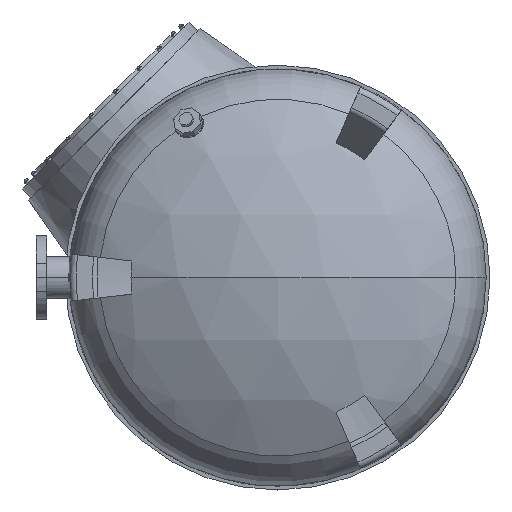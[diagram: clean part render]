
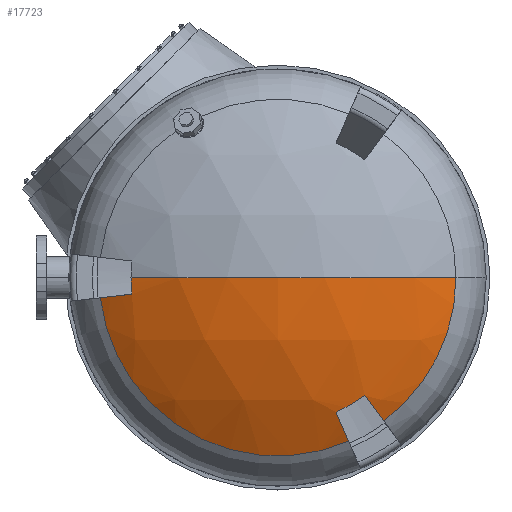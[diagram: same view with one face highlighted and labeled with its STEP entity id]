
A CAD part, front view. The second image highlights one B-rep face of the part: STEP entity #17723.
In plain terms, the highlighted spherical face has radius 800 mm.
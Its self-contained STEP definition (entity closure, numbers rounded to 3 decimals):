
#151 = VERTEX_POINT ( 'NONE', #22492 ) ;
#179 = CARTESIAN_POINT ( 'NONE',  ( 13280.008, 1494.315, 0. ) ) ;
#1011 = VERTEX_POINT ( 'NONE', #16388 ) ;
#1418 = CARTESIAN_POINT ( 'NONE',  ( 13280.008, 1494.315, 0. ) ) ;
#1450 = CARTESIAN_POINT ( 'NONE',  ( 13280.008, 817.542, 0. ) ) ;
#2326 = DIRECTION ( 'NONE',  ( 1., 0., 0. ) ) ;
#2328 = VERTEX_POINT ( 'NONE', #5886 ) ;
#2403 = CIRCLE ( 'NONE', #15249, 426.59 ) ;
#2508 = CARTESIAN_POINT ( 'NONE',  ( 13280.008, 1494.315, 0. ) ) ;
#2595 = EDGE_LOOP ( 'NONE', ( #15435, #26324, #19992, #11973, #16051, #5120, #16744, #19098, #10416 ) ) ;
#2632 = DIRECTION ( 'NONE',  ( 0., -1., 0. ) ) ;
#3067 = DIRECTION ( 'NONE',  ( -0.113, 0., 0.994 ) ) ;
#3155 = CARTESIAN_POINT ( 'NONE',  ( 13280.008, 1494.315, 0. ) ) ;
#3589 = AXIS2_PLACEMENT_3D ( 'NONE', #5403, #15758, #23767 ) ;
#4097 = CARTESIAN_POINT ( 'NONE',  ( 13533.753, 817.542, -342.917 ) ) ;
#5003 = CARTESIAN_POINT ( 'NONE',  ( 13280.008, 694.315, 0. ) ) ;
#5068 = EDGE_CURVE ( 'NONE', #22967, #15508, #25956, .T. ) ;
#5120 = ORIENTED_EDGE ( 'NONE', *, *, #13317, .T. ) ;
#5403 = CARTESIAN_POINT ( 'NONE',  ( 13280.008, 817.542, 0. ) ) ;
#5886 = CARTESIAN_POINT ( 'NONE',  ( 13450.11, 817.542, -391.209 ) ) ;
#6144 = CARTESIAN_POINT ( 'NONE',  ( 13280.008, 775.205, 0. ) ) ;
#6232 = EDGE_CURVE ( 'NONE', #2328, #151, #22361, .T. ) ;
#7246 = AXIS2_PLACEMENT_3D ( 'NONE', #6144, #18217, #20147 ) ;
#7468 = DIRECTION ( 'NONE',  ( -1., 0., 0. ) ) ;
#8844 = AXIS2_PLACEMENT_3D ( 'NONE', #1418, #19523, #7468 ) ;
#9064 = DIRECTION ( 'NONE',  ( -0.399, 0., 0.917 ) ) ;
#9080 = CARTESIAN_POINT ( 'NONE',  ( 12856.16, 817.542, -48.291 ) ) ;
#9597 = AXIS2_PLACEMENT_3D ( 'NONE', #13046, #2632, #24990 ) ;
#10415 = CARTESIAN_POINT ( 'NONE',  ( 13706.598, 817.542, 0. ) ) ;
#10416 = ORIENTED_EDGE ( 'NONE', *, *, #20456, .F. ) ;
#11973 = ORIENTED_EDGE ( 'NONE', *, *, #23959, .T. ) ;
#12824 = EDGE_CURVE ( 'NONE', #24885, #22967, #2403, .T. ) ;
#13046 = CARTESIAN_POINT ( 'NONE',  ( 13280.008, 775.205, 0. ) ) ;
#13105 = AXIS2_PLACEMENT_3D ( 'NONE', #23307, #21455, #14047 ) ;
#13119 = FACE_OUTER_BOUND ( 'NONE', #2595, .T. ) ;
#13317 = EDGE_CURVE ( 'NONE', #19036, #2328, #16072, .T. ) ;
#13672 = DIRECTION ( 'NONE',  ( 0., -1., 0. ) ) ;
#14047 = DIRECTION ( 'NONE',  ( -1., 0., 0. ) ) ;
#14543 = DIRECTION ( 'NONE',  ( 0., 0., 1. ) ) ;
#15249 = AXIS2_PLACEMENT_3D ( 'NONE', #1450, #13672, #23903 ) ;
#15367 = CIRCLE ( 'NONE', #18698, 800. ) ;
#15435 = ORIENTED_EDGE ( 'NONE', *, *, #12824, .T. ) ;
#15508 = VERTEX_POINT ( 'NONE', #5003 ) ;
#15748 = EDGE_CURVE ( 'NONE', #19286, #15508, #23918, .T. ) ;
#15758 = DIRECTION ( 'NONE',  ( 0., -1., 0. ) ) ;
#16051 = ORIENTED_EDGE ( 'NONE', *, *, #20020, .F. ) ;
#16072 = CIRCLE ( 'NONE', #3589, 426.59 ) ;
#16388 = CARTESIAN_POINT ( 'NONE',  ( 12931.718, 775.205, -39.683 ) ) ;
#16744 = ORIENTED_EDGE ( 'NONE', *, *, #6232, .T. ) ;
#16762 = DIRECTION ( 'NONE',  ( -0.595, 0., 0.804 ) ) ;
#17259 = VERTEX_POINT ( 'NONE', #21773 ) ;
#17334 = AXIS2_PLACEMENT_3D ( 'NONE', #179, #14543, #2326 ) ;
#17723 = ADVANCED_FACE ( 'NONE', ( #13119 ), #19501, .T. ) ;
#18217 = DIRECTION ( 'NONE',  ( 0., -1., 0. ) ) ;
#18469 = DIRECTION ( 'NONE',  ( -0.804, 0., -0.595 ) ) ;
#18587 = CIRCLE ( 'NONE', #20191, 800. ) ;
#18698 = AXIS2_PLACEMENT_3D ( 'NONE', #2508, #18469, #16762 ) ;
#19036 = VERTEX_POINT ( 'NONE', #9080 ) ;
#19098 = ORIENTED_EDGE ( 'NONE', *, *, #20326, .T. ) ;
#19151 = CARTESIAN_POINT ( 'NONE',  ( 13280.008, 1494.315, 0. ) ) ;
#19286 = VERTEX_POINT ( 'NONE', #24664 ) ;
#19501 = SPHERICAL_SURFACE ( 'NONE', #8844, 800. ) ;
#19523 = DIRECTION ( 'NONE',  ( 0., 0., -1. ) ) ;
#19554 = DIRECTION ( 'NONE',  ( 0.994, 0., 0.113 ) ) ;
#19819 = AXIS2_PLACEMENT_3D ( 'NONE', #19151, #21282, #9064 ) ;
#19992 = ORIENTED_EDGE ( 'NONE', *, *, #15748, .F. ) ;
#20015 = CIRCLE ( 'NONE', #9597, 350.543 ) ;
#20020 = EDGE_CURVE ( 'NONE', #19036, #1011, #18587, .T. ) ;
#20147 = DIRECTION ( 'NONE',  ( -0.5, 0., 0.866 ) ) ;
#20191 = AXIS2_PLACEMENT_3D ( 'NONE', #3155, #3067, #19554 ) ;
#20326 = EDGE_CURVE ( 'NONE', #151, #17259, #23328, .T. ) ;
#20456 = EDGE_CURVE ( 'NONE', #24885, #17259, #15367, .T. ) ;
#21282 = DIRECTION ( 'NONE',  ( -0.917, 0., -0.399 ) ) ;
#21455 = DIRECTION ( 'NONE',  ( 0., 0., -1. ) ) ;
#21773 = CARTESIAN_POINT ( 'NONE',  ( 13488.519, 775.205, -281.786 ) ) ;
#22361 = CIRCLE ( 'NONE', #19819, 800. ) ;
#22492 = CARTESIAN_POINT ( 'NONE',  ( 13419.787, 775.205, -321.469 ) ) ;
#22967 = VERTEX_POINT ( 'NONE', #10415 ) ;
#23307 = CARTESIAN_POINT ( 'NONE',  ( 13280.008, 1494.315, 0. ) ) ;
#23328 = CIRCLE ( 'NONE', #7246, 350.543 ) ;
#23767 = DIRECTION ( 'NONE',  ( 1., 0., 0. ) ) ;
#23903 = DIRECTION ( 'NONE',  ( 1., 0., 0. ) ) ;
#23918 = CIRCLE ( 'NONE', #17334, 800. ) ;
#23959 = EDGE_CURVE ( 'NONE', #19286, #1011, #20015, .T. ) ;
#24664 = CARTESIAN_POINT ( 'NONE',  ( 12929.465, 775.205, 0. ) ) ;
#24885 = VERTEX_POINT ( 'NONE', #4097 ) ;
#24990 = DIRECTION ( 'NONE',  ( 1., 0., 0. ) ) ;
#25956 = CIRCLE ( 'NONE', #13105, 800. ) ;
#26324 = ORIENTED_EDGE ( 'NONE', *, *, #5068, .T. ) ;
